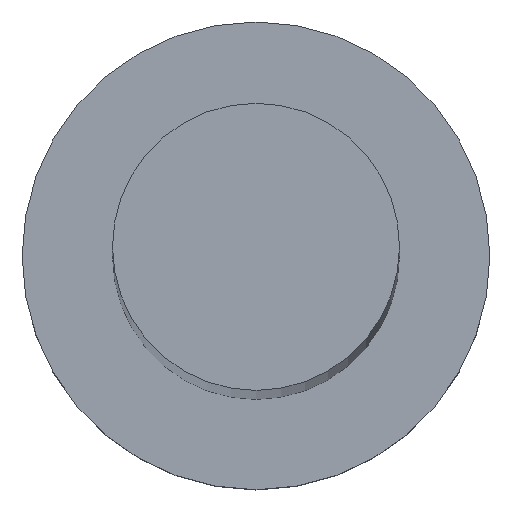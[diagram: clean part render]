
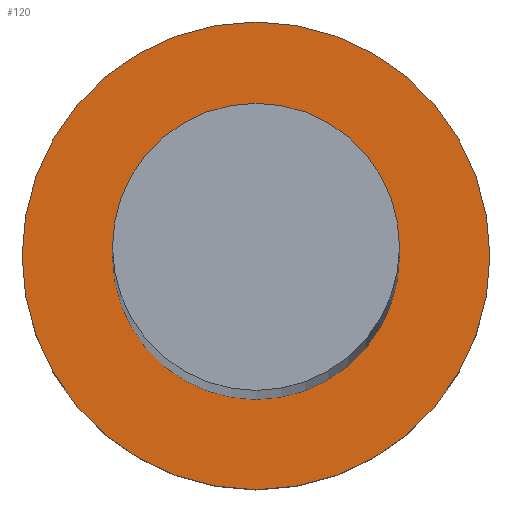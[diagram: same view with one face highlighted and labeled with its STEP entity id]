
A CAD part, top view. The second image highlights one B-rep face of the part: STEP entity #120.
In plain terms, the highlighted planar face has unit normal (0, 0, 1).
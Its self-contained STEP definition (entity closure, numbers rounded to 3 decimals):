
#2 = DIRECTION ( 'NONE',  ( 0., 0., 1. ) ) ;
#4 = ORIENTED_EDGE ( 'NONE', *, *, #78, .F. ) ;
#16 = AXIS2_PLACEMENT_3D ( 'NONE', #217, #157, #60 ) ;
#29 = AXIS2_PLACEMENT_3D ( 'NONE', #224, #165, #239 ) ;
#58 = DIRECTION ( 'NONE',  ( 0., 0., 1. ) ) ;
#60 = DIRECTION ( 'NONE',  ( 1., 0., 0. ) ) ;
#64 = EDGE_CURVE ( 'NONE', #202, #174, #255, .T. ) ;
#67 = DIRECTION ( 'NONE',  ( 1., 0., 0. ) ) ;
#73 = VERTEX_POINT ( 'NONE', #101 ) ;
#77 = AXIS2_PLACEMENT_3D ( 'NONE', #187, #2, #67 ) ;
#78 = EDGE_CURVE ( 'NONE', #174, #202, #213, .T. ) ;
#86 = CARTESIAN_POINT ( 'NONE',  ( -6.75, 0., 7. ) ) ;
#87 = AXIS2_PLACEMENT_3D ( 'NONE', #110, #190, #88 ) ;
#88 = DIRECTION ( 'NONE',  ( 1., 0., 0. ) ) ;
#96 = VERTEX_POINT ( 'NONE', #253 ) ;
#100 = CIRCLE ( 'NONE', #87, 11. ) ;
#101 = CARTESIAN_POINT ( 'NONE',  ( 11., 0., 7. ) ) ;
#110 = CARTESIAN_POINT ( 'NONE',  ( 0., 0., 7. ) ) ;
#120 = ADVANCED_FACE ( 'NONE', ( #126, #169 ), #122, .T. ) ;
#122 = PLANE ( 'NONE',  #77 ) ;
#126 = FACE_BOUND ( 'NONE', #250, .T. ) ;
#133 = AXIS2_PLACEMENT_3D ( 'NONE', #159, #58, #220 ) ;
#141 = CIRCLE ( 'NONE', #29, 11. ) ;
#148 = EDGE_LOOP ( 'NONE', ( #207, #173 ) ) ;
#157 = DIRECTION ( 'NONE',  ( 0., 0., 1. ) ) ;
#159 = CARTESIAN_POINT ( 'NONE',  ( 0., 0., 7. ) ) ;
#165 = DIRECTION ( 'NONE',  ( 0., 0., 1. ) ) ;
#169 = FACE_OUTER_BOUND ( 'NONE', #148, .T. ) ;
#172 = EDGE_CURVE ( 'NONE', #73, #96, #141, .T. ) ;
#173 = ORIENTED_EDGE ( 'NONE', *, *, #172, .T. ) ;
#174 = VERTEX_POINT ( 'NONE', #183 ) ;
#175 = ORIENTED_EDGE ( 'NONE', *, *, #64, .F. ) ;
#183 = CARTESIAN_POINT ( 'NONE',  ( 6.75, 0., 7. ) ) ;
#187 = CARTESIAN_POINT ( 'NONE',  ( 0., 0., 7. ) ) ;
#190 = DIRECTION ( 'NONE',  ( 0., 0., 1. ) ) ;
#202 = VERTEX_POINT ( 'NONE', #86 ) ;
#205 = EDGE_CURVE ( 'NONE', #96, #73, #100, .T. ) ;
#207 = ORIENTED_EDGE ( 'NONE', *, *, #205, .T. ) ;
#213 = CIRCLE ( 'NONE', #133, 6.75 ) ;
#217 = CARTESIAN_POINT ( 'NONE',  ( 0., 0., 7. ) ) ;
#220 = DIRECTION ( 'NONE',  ( 1., 0., 0. ) ) ;
#224 = CARTESIAN_POINT ( 'NONE',  ( 0., 0., 7. ) ) ;
#239 = DIRECTION ( 'NONE',  ( 1., 0., 0. ) ) ;
#250 = EDGE_LOOP ( 'NONE', ( #175, #4 ) ) ;
#253 = CARTESIAN_POINT ( 'NONE',  ( -11., 0., 7. ) ) ;
#255 = CIRCLE ( 'NONE', #16, 6.75 ) ;
